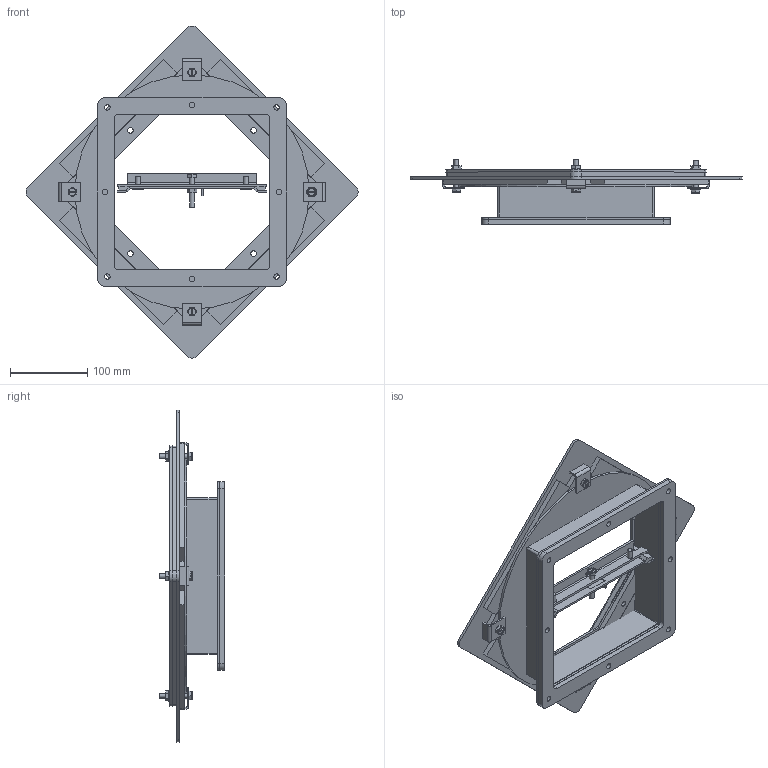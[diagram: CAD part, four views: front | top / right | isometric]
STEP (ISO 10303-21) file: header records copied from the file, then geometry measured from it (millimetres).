
FILE_DESCRIPTION (( 'STEP AP203' ), '1' );
FILE_NAME ('1485EV1.step', '2020-11-19T14:42:10', ( 'ADC123' ), ( 'Microsoft' ), 'SwSTEP 2.0', 'SolidWorks 2019', '' );
FILE_SCHEMA (( 'CONFIG_CONTROL_DESIGN' ));
Length unit declared in the file: inch
Products named in the file (1): 1485EV1
Bounding box: 429.82 x 84.25 x 429.82 mm (x, y, z)
Volume: 1008650.7 mm3; surface area: 602830.1 mm2
Topology: 35 solids, 35 shells, 574 faces, 1467 edges, 976 vertices
Faces by surface type: plane 391, cylinder 167, bspline 10, cone 6
Full cylindrical faces by diameter (mm): 4.763 x2, 4.976 x6, 5.7 x1, 6.198 x5, 6.35 x2, 6.553 x1, 6.731 x2, 7.137 x44, 7.925 x4, 7.938 x2, 9.525 x5, 14.288 x2, 303.2 x1
Entity records: 17775 total; most frequent: CARTESIAN_POINT 3595, DIRECTION 2824, ORIENTED_EDGE 2768, EDGE_CURVE 1384, VECTOR 1014, LINE 1014, VERTEX_POINT 976, AXIS2_PLACEMENT_3D 905
